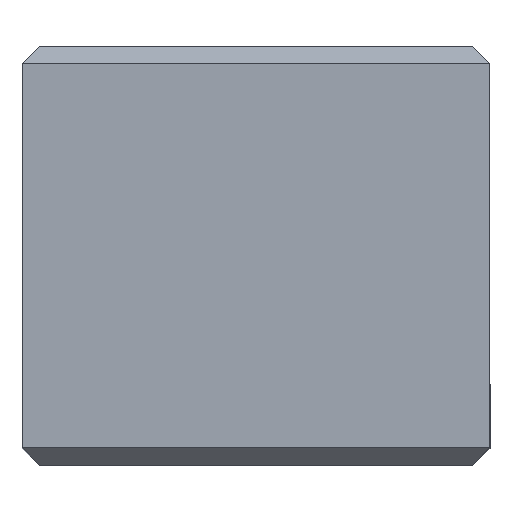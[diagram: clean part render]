
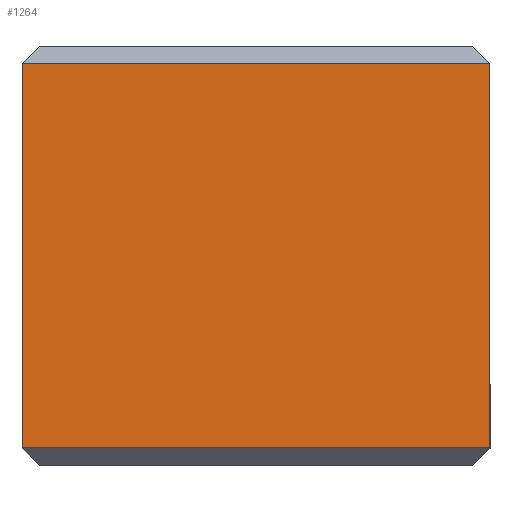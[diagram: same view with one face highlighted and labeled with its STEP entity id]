
A CAD part, top view. The second image highlights one B-rep face of the part: STEP entity #1264.
In plain terms, the highlighted planar face has unit normal (0, 0, 1).
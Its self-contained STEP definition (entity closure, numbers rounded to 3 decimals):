
#98 = ORIENTED_EDGE ( 'NONE', *, *, #1157, .T. ) ;
#106 = ORIENTED_EDGE ( 'NONE', *, *, #1179, .T. ) ;
#173 = ORIENTED_EDGE ( 'NONE', *, *, #1169, .T. ) ;
#202 = ORIENTED_EDGE ( 'NONE', *, *, #1182, .T. ) ;
#377 = CARTESIAN_POINT ( 'NONE',  ( -0.246, 16.3, 0.25 ) ) ;
#378 = CARTESIAN_POINT ( 'NONE',  ( -0.246, 0.7, 0.25 ) ) ;
#428 = CARTESIAN_POINT ( 'NONE',  ( 18.754, 16.3, 0.25 ) ) ;
#448 = CARTESIAN_POINT ( 'NONE',  ( 18.754, 0.7, 0.25 ) ) ;
#649 = VERTEX_POINT ( 'NONE', #377 ) ;
#652 = VERTEX_POINT ( 'NONE', #378 ) ;
#688 = VERTEX_POINT ( 'NONE', #448 ) ;
#701 = VERTEX_POINT ( 'NONE', #428 ) ;
#773 = EDGE_LOOP ( 'NONE', ( #98, #106, #173, #202 ) ) ;
#1157 = EDGE_CURVE ( 'NONE', #688, #701, #2001, .T. ) ;
#1169 = EDGE_CURVE ( 'NONE', #649, #652, #2030, .T. ) ;
#1179 = EDGE_CURVE ( 'NONE', #701, #649, #2097, .T. ) ;
#1182 = EDGE_CURVE ( 'NONE', #652, #688, #2070, .T. ) ;
#1264 = ADVANCED_FACE ( 'NONE', ( #2458 ), #2440, .T. ) ;
#1515 = VECTOR ( 'NONE', #2027, 1000. ) ;
#1523 = VECTOR ( 'NONE', #2050, 1000. ) ;
#1540 = VECTOR ( 'NONE', #2071, 1000. ) ;
#1566 = VECTOR ( 'NONE', #2102, 1000. ) ;
#1628 = AXIS2_PLACEMENT_3D ( 'NONE', #2460, #2447, #2414 ) ;
#1979 = CARTESIAN_POINT ( 'NONE',  ( 18.754, 2.697, 0.25 ) ) ;
#2001 = LINE ( 'NONE', #1979, #1523 ) ;
#2027 = DIRECTION ( 'NONE',  ( 0., -1., 0. ) ) ;
#2030 = LINE ( 'NONE', #2049, #1515 ) ;
#2049 = CARTESIAN_POINT ( 'NONE',  ( -0.246, 2.697, 0.25 ) ) ;
#2050 = DIRECTION ( 'NONE',  ( 0., 1., 0. ) ) ;
#2070 = LINE ( 'NONE', #2080, #1540 ) ;
#2071 = DIRECTION ( 'NONE',  ( 1., 0., 0. ) ) ;
#2080 = CARTESIAN_POINT ( 'NONE',  ( 3.504, 0.7, 0.25 ) ) ;
#2097 = LINE ( 'NONE', #2098, #1566 ) ;
#2098 = CARTESIAN_POINT ( 'NONE',  ( 3.504, 16.3, 0.25 ) ) ;
#2102 = DIRECTION ( 'NONE',  ( -1., 0., 0. ) ) ;
#2414 = DIRECTION ( 'NONE',  ( 1., 0., 0. ) ) ;
#2440 = PLANE ( 'NONE',  #1628 ) ;
#2447 = DIRECTION ( 'NONE',  ( 0., 0., 1. ) ) ;
#2458 = FACE_OUTER_BOUND ( 'NONE', #773, .T. ) ;
#2460 = CARTESIAN_POINT ( 'NONE',  ( 3.504, 2.697, 0.25 ) ) ;
